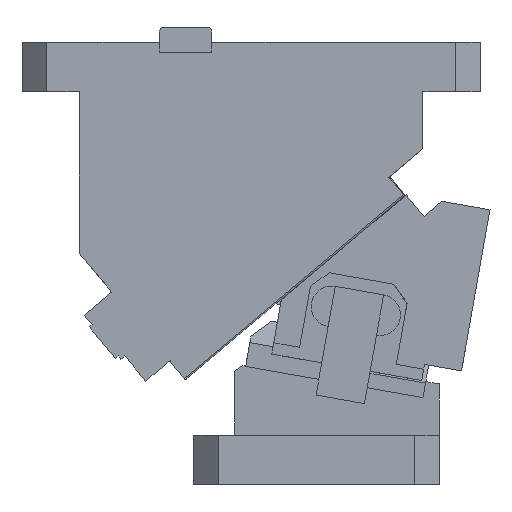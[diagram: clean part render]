
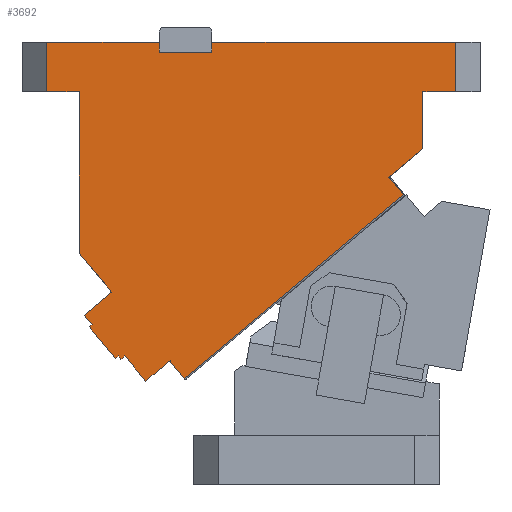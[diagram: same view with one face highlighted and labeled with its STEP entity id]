
A CAD part, front view. The second image highlights one B-rep face of the part: STEP entity #3692.
In plain terms, the highlighted planar face has unit normal (0, -1, 0).
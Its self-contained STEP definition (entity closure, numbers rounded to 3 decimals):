
#339=CARTESIAN_POINT('Vertex',(-62.195,-75.,97.549)) ;
#344=CARTESIAN_POINT('Line Origine',(-64.606,-75.,100.421)) ;
#348=CARTESIAN_POINT('Vertex',(-67.016,-75.,103.294)) ;
#375=CARTESIAN_POINT('Line Origine',(-58.59,-75.,110.365)) ;
#379=CARTESIAN_POINT('Vertex',(-50.163,-75.,117.435)) ;
#476=CARTESIAN_POINT('Line Origine',(-60.082,-75.,129.256)) ;
#480=CARTESIAN_POINT('Vertex',(-70.,-75.,141.076)) ;
#508=CARTESIAN_POINT('Line Origine',(-70.,-75.,190.538)) ;
#512=CARTESIAN_POINT('Vertex',(-70.,-75.,240.)) ;
#539=CARTESIAN_POINT('Line Origine',(-80.,-75.,240.)) ;
#543=CARTESIAN_POINT('Vertex',(-90.,-75.,240.)) ;
#757=CARTESIAN_POINT('Vertex',(-21.,-75.,270.)) ;
#862=CARTESIAN_POINT('Vertex',(-90.,-75.,270.)) ;
#865=CARTESIAN_POINT('Line Origine',(-55.5,-75.,270.)) ;
#963=CARTESIAN_POINT('Line Origine',(85.5,-75.,270.)) ;
#967=CARTESIAN_POINT('Vertex',(160.,-75.,270.)) ;
#969=CARTESIAN_POINT('Vertex',(11.,-75.,270.)) ;
#1200=CARTESIAN_POINT('Vertex',(160.,-75.,240.)) ;
#1203=CARTESIAN_POINT('Line Origine',(150.,-75.,240.)) ;
#1207=CARTESIAN_POINT('Vertex',(140.,-75.,240.)) ;
#1297=CARTESIAN_POINT('Line Origine',(140.,-75.,222.471)) ;
#1301=CARTESIAN_POINT('Vertex',(140.,-75.,204.943)) ;
#1340=CARTESIAN_POINT('Line Origine',(129.535,-75.,196.162)) ;
#1344=CARTESIAN_POINT('Vertex',(119.07,-75.,187.38)) ;
#1500=CARTESIAN_POINT('Vertex',(-29.365,-75.,63.09)) ;
#1519=CARTESIAN_POINT('Vertex',(-14.81,-75.,75.303)) ;
#1522=CARTESIAN_POINT('Line Origine',(-22.088,-75.,69.196)) ;
#1548=CARTESIAN_POINT('Line Origine',(-35.793,-75.,70.75)) ;
#1552=CARTESIAN_POINT('Vertex',(-42.221,-75.,78.411)) ;
#1576=CARTESIAN_POINT('Vertex',(-44.519,-75.,76.482)) ;
#1586=CARTESIAN_POINT('Line Origine',(-43.37,-75.,77.447)) ;
#1609=CARTESIAN_POINT('Vertex',(-46.126,-75.,78.398)) ;
#1617=CARTESIAN_POINT('Line Origine',(-45.322,-75.,77.44)) ;
#1919=CARTESIAN_POINT('Line Origine',(-90.,-75.,255.)) ;
#2223=CARTESIAN_POINT('Line Origine',(160.,-75.,255.)) ;
#2436=CARTESIAN_POINT('Axis2P3D Location',(119.124,-75.,186.382)) ;
#2440=CARTESIAN_POINT('Vertex',(119.89,-75.,187.025)) ;
#2545=CARTESIAN_POINT('Line Origine',(-14.746,-75.,75.226)) ;
#2549=CARTESIAN_POINT('Vertex',(-14.682,-75.,75.15)) ;
#2576=CARTESIAN_POINT('Line Origine',(124.069,-75.,182.045)) ;
#2580=CARTESIAN_POINT('Vertex',(128.247,-75.,177.066)) ;
#2617=CARTESIAN_POINT('Line Origine',(61.218,-75.,120.822)) ;
#2621=CARTESIAN_POINT('Vertex',(-5.811,-75.,64.578)) ;
#2651=CARTESIAN_POINT('Line Origine',(-9.989,-75.,69.558)) ;
#2655=CARTESIAN_POINT('Vertex',(-14.167,-75.,74.537)) ;
#2689=CARTESIAN_POINT('Axis2P3D Location',(-13.401,-75.,75.18)) ;
#2693=CARTESIAN_POINT('Vertex',(-14.375,-75.,75.407)) ;
#2739=CARTESIAN_POINT('Line Origine',(-14.528,-75.,75.278)) ;
#2987=CARTESIAN_POINT('Vertex',(-63.881,-75.,96.135)) ;
#2990=CARTESIAN_POINT('Line Origine',(-63.038,-75.,96.842)) ;
#3023=CARTESIAN_POINT('Line Origine',(-46.968,-75.,77.691)) ;
#3027=CARTESIAN_POINT('Vertex',(-47.811,-75.,76.983)) ;
#3059=CARTESIAN_POINT('Line Origine',(-55.846,-75.,86.559)) ;
#3552=CARTESIAN_POINT('Vertex',(-21.,-75.,264.)) ;
#3555=CARTESIAN_POINT('Line Origine',(-5.,-75.,264.)) ;
#3559=CARTESIAN_POINT('Vertex',(11.,-75.,264.)) ;
#3574=CARTESIAN_POINT('Line Origine',(11.,-75.,267.)) ;
#3588=CARTESIAN_POINT('Line Origine',(-21.,-75.,267.)) ;
#3656=CARTESIAN_POINT('Axis2P3D Location',(0.,-75.,0.)) ;
#345=DIRECTION('Vector Direction',(0.643,0.,-0.766)) ;
#376=DIRECTION('Vector Direction',(-0.766,0.,-0.643)) ;
#477=DIRECTION('Vector Direction',(0.643,0.,-0.766)) ;
#509=DIRECTION('Vector Direction',(0.,0.,1.)) ;
#540=DIRECTION('Vector Direction',(1.,0.,0.)) ;
#866=DIRECTION('Vector Direction',(-1.,0.,0.)) ;
#964=DIRECTION('Vector Direction',(-1.,0.,0.)) ;
#1204=DIRECTION('Vector Direction',(1.,0.,0.)) ;
#1298=DIRECTION('Vector Direction',(0.,0.,-1.)) ;
#1341=DIRECTION('Vector Direction',(0.766,0.,0.643)) ;
#1523=DIRECTION('Vector Direction',(-0.766,0.,-0.643)) ;
#1549=DIRECTION('Vector Direction',(-0.643,0.,0.766)) ;
#1587=DIRECTION('Vector Direction',(-0.766,0.,-0.643)) ;
#1618=DIRECTION('Vector Direction',(0.643,0.,-0.766)) ;
#1920=DIRECTION('Vector Direction',(0.,0.,-1.)) ;
#2224=DIRECTION('Vector Direction',(0.,0.,1.)) ;
#2437=DIRECTION('Axis2P3D Direction',(0.,-1.,0.)) ;
#2546=DIRECTION('Vector Direction',(0.643,0.,-0.766)) ;
#2577=DIRECTION('Vector Direction',(-0.643,0.,0.766)) ;
#2618=DIRECTION('Vector Direction',(0.766,0.,0.643)) ;
#2652=DIRECTION('Vector Direction',(-0.643,0.,0.766)) ;
#2690=DIRECTION('Axis2P3D Direction',(0.,1.,0.)) ;
#2740=DIRECTION('Vector Direction',(0.766,0.,0.643)) ;
#2991=DIRECTION('Vector Direction',(0.766,0.,0.643)) ;
#3024=DIRECTION('Vector Direction',(0.766,0.,0.643)) ;
#3060=DIRECTION('Vector Direction',(0.643,0.,-0.766)) ;
#3556=DIRECTION('Vector Direction',(-1.,0.,0.)) ;
#3575=DIRECTION('Vector Direction',(0.,0.,-1.)) ;
#3589=DIRECTION('Vector Direction',(0.,0.,1.)) ;
#3657=DIRECTION('Axis2P3D Direction',(0.,1.,0.)) ;
#3658=DIRECTION('Axis2P3D XDirection',(0.,0.,1.)) ;
#2438=AXIS2_PLACEMENT_3D('Circle Axis2P3D',#2436,#2437,$) ;
#2691=AXIS2_PLACEMENT_3D('Circle Axis2P3D',#2689,#2690,$) ;
#3659=AXIS2_PLACEMENT_3D('Plane Axis2P3D',#3656,#3657,#3658) ;
#3662=ORIENTED_EDGE('',*,*,#1621,.T.) ;
#3663=ORIENTED_EDGE('',*,*,#1590,.F.) ;
#3664=ORIENTED_EDGE('',*,*,#1554,.F.) ;
#3665=ORIENTED_EDGE('',*,*,#1526,.F.) ;
#3666=ORIENTED_EDGE('',*,*,#2551,.T.) ;
#3667=ORIENTED_EDGE('',*,*,#2743,.T.) ;
#3668=ORIENTED_EDGE('',*,*,#2695,.T.) ;
#3669=ORIENTED_EDGE('',*,*,#2657,.F.) ;
#3670=ORIENTED_EDGE('',*,*,#2623,.T.) ;
#3671=ORIENTED_EDGE('',*,*,#2582,.T.) ;
#3672=ORIENTED_EDGE('',*,*,#2442,.T.) ;
#3673=ORIENTED_EDGE('',*,*,#1346,.T.) ;
#3674=ORIENTED_EDGE('',*,*,#1303,.F.) ;
#3675=ORIENTED_EDGE('',*,*,#1209,.T.) ;
#3676=ORIENTED_EDGE('',*,*,#2227,.T.) ;
#3677=ORIENTED_EDGE('',*,*,#971,.T.) ;
#3678=ORIENTED_EDGE('',*,*,#3578,.T.) ;
#3679=ORIENTED_EDGE('',*,*,#3561,.T.) ;
#3680=ORIENTED_EDGE('',*,*,#3592,.T.) ;
#3681=ORIENTED_EDGE('',*,*,#869,.T.) ;
#3682=ORIENTED_EDGE('',*,*,#1923,.T.) ;
#3683=ORIENTED_EDGE('',*,*,#545,.T.) ;
#3684=ORIENTED_EDGE('',*,*,#514,.F.) ;
#3685=ORIENTED_EDGE('',*,*,#482,.T.) ;
#3686=ORIENTED_EDGE('',*,*,#381,.T.) ;
#3687=ORIENTED_EDGE('',*,*,#350,.T.) ;
#3688=ORIENTED_EDGE('',*,*,#2994,.F.) ;
#3689=ORIENTED_EDGE('',*,*,#3063,.F.) ;
#3690=ORIENTED_EDGE('',*,*,#3029,.T.) ;
#346=VECTOR('Line Direction',#345,1.) ;
#377=VECTOR('Line Direction',#376,1.) ;
#478=VECTOR('Line Direction',#477,1.) ;
#510=VECTOR('Line Direction',#509,1.) ;
#541=VECTOR('Line Direction',#540,1.) ;
#867=VECTOR('Line Direction',#866,1.) ;
#965=VECTOR('Line Direction',#964,1.) ;
#1205=VECTOR('Line Direction',#1204,1.) ;
#1299=VECTOR('Line Direction',#1298,1.) ;
#1342=VECTOR('Line Direction',#1341,1.) ;
#1524=VECTOR('Line Direction',#1523,1.) ;
#1550=VECTOR('Line Direction',#1549,1.) ;
#1588=VECTOR('Line Direction',#1587,1.) ;
#1619=VECTOR('Line Direction',#1618,1.) ;
#1921=VECTOR('Line Direction',#1920,1.) ;
#2225=VECTOR('Line Direction',#2224,1.) ;
#2547=VECTOR('Line Direction',#2546,1.) ;
#2578=VECTOR('Line Direction',#2577,1.) ;
#2619=VECTOR('Line Direction',#2618,1.) ;
#2653=VECTOR('Line Direction',#2652,1.) ;
#2741=VECTOR('Line Direction',#2740,1.) ;
#2992=VECTOR('Line Direction',#2991,1.) ;
#3025=VECTOR('Line Direction',#3024,1.) ;
#3061=VECTOR('Line Direction',#3060,1.) ;
#3557=VECTOR('Line Direction',#3556,1.) ;
#3576=VECTOR('Line Direction',#3575,1.) ;
#3590=VECTOR('Line Direction',#3589,1.) ;
#3692=ADVANCED_FACE('CAM HOLDER',(#3691),#3660,.F.) ;
#2439=CIRCLE('generated circle',#2438,1.) ;
#2692=CIRCLE('generated circle',#2691,1.) ;
#350=EDGE_CURVE('',#349,#340,#347,.T.) ;
#381=EDGE_CURVE('',#380,#349,#378,.T.) ;
#482=EDGE_CURVE('',#481,#380,#479,.T.) ;
#514=EDGE_CURVE('',#481,#513,#511,.T.) ;
#545=EDGE_CURVE('',#544,#513,#542,.T.) ;
#869=EDGE_CURVE('',#758,#863,#868,.T.) ;
#971=EDGE_CURVE('',#968,#970,#966,.T.) ;
#1209=EDGE_CURVE('',#1208,#1201,#1206,.T.) ;
#1303=EDGE_CURVE('',#1208,#1302,#1300,.T.) ;
#1346=EDGE_CURVE('',#1345,#1302,#1343,.T.) ;
#1526=EDGE_CURVE('',#1520,#1501,#1525,.T.) ;
#1554=EDGE_CURVE('',#1501,#1553,#1551,.T.) ;
#1590=EDGE_CURVE('',#1553,#1577,#1589,.T.) ;
#1621=EDGE_CURVE('',#1610,#1577,#1620,.T.) ;
#1923=EDGE_CURVE('',#863,#544,#1922,.T.) ;
#2227=EDGE_CURVE('',#1201,#968,#2226,.T.) ;
#2442=EDGE_CURVE('',#2441,#1345,#2439,.T.) ;
#2551=EDGE_CURVE('',#1520,#2550,#2548,.T.) ;
#2582=EDGE_CURVE('',#2581,#2441,#2579,.T.) ;
#2623=EDGE_CURVE('',#2622,#2581,#2620,.T.) ;
#2657=EDGE_CURVE('',#2622,#2656,#2654,.T.) ;
#2695=EDGE_CURVE('',#2694,#2656,#2692,.F.) ;
#2743=EDGE_CURVE('',#2550,#2694,#2742,.T.) ;
#2994=EDGE_CURVE('',#2988,#340,#2993,.T.) ;
#3029=EDGE_CURVE('',#3028,#1610,#3026,.T.) ;
#3063=EDGE_CURVE('',#3028,#2988,#3062,.F.) ;
#3561=EDGE_CURVE('',#3560,#3553,#3558,.T.) ;
#3578=EDGE_CURVE('',#970,#3560,#3577,.T.) ;
#3592=EDGE_CURVE('',#3553,#758,#3591,.T.) ;
#3661=EDGE_LOOP('',(#3662,#3663,#3664,#3665,#3666,#3667,#3668,#3669,#3670,#3671,#3672,#3673,#3674,#3675,#3676,#3677,#3678,#3679,#3680,#3681,#3682,#3683,#3684,#3685,#3686,#3687,#3688,#3689,#3690)) ;
#3691=FACE_OUTER_BOUND('',#3661,.T.) ;
#347=LINE('Line',#344,#346) ;
#378=LINE('Line',#375,#377) ;
#479=LINE('Line',#476,#478) ;
#511=LINE('Line',#508,#510) ;
#542=LINE('Line',#539,#541) ;
#868=LINE('Line',#865,#867) ;
#966=LINE('Line',#963,#965) ;
#1206=LINE('Line',#1203,#1205) ;
#1300=LINE('Line',#1297,#1299) ;
#1343=LINE('Line',#1340,#1342) ;
#1525=LINE('Line',#1522,#1524) ;
#1551=LINE('Line',#1548,#1550) ;
#1589=LINE('Line',#1586,#1588) ;
#1620=LINE('Line',#1617,#1619) ;
#1922=LINE('Line',#1919,#1921) ;
#2226=LINE('Line',#2223,#2225) ;
#2548=LINE('Line',#2545,#2547) ;
#2579=LINE('Line',#2576,#2578) ;
#2620=LINE('Line',#2617,#2619) ;
#2654=LINE('Line',#2651,#2653) ;
#2742=LINE('Line',#2739,#2741) ;
#2993=LINE('Line',#2990,#2992) ;
#3026=LINE('Line',#3023,#3025) ;
#3062=LINE('Line',#3059,#3061) ;
#3558=LINE('Line',#3555,#3557) ;
#3577=LINE('Line',#3574,#3576) ;
#3591=LINE('Line',#3588,#3590) ;
#3660=PLANE('Plane',#3659) ;
#340=VERTEX_POINT('',#339) ;
#349=VERTEX_POINT('',#348) ;
#380=VERTEX_POINT('',#379) ;
#481=VERTEX_POINT('',#480) ;
#513=VERTEX_POINT('',#512) ;
#544=VERTEX_POINT('',#543) ;
#758=VERTEX_POINT('',#757) ;
#863=VERTEX_POINT('',#862) ;
#968=VERTEX_POINT('',#967) ;
#970=VERTEX_POINT('',#969) ;
#1201=VERTEX_POINT('',#1200) ;
#1208=VERTEX_POINT('',#1207) ;
#1302=VERTEX_POINT('',#1301) ;
#1345=VERTEX_POINT('',#1344) ;
#1501=VERTEX_POINT('',#1500) ;
#1520=VERTEX_POINT('',#1519) ;
#1553=VERTEX_POINT('',#1552) ;
#1577=VERTEX_POINT('',#1576) ;
#1610=VERTEX_POINT('',#1609) ;
#2441=VERTEX_POINT('',#2440) ;
#2550=VERTEX_POINT('',#2549) ;
#2581=VERTEX_POINT('',#2580) ;
#2622=VERTEX_POINT('',#2621) ;
#2656=VERTEX_POINT('',#2655) ;
#2694=VERTEX_POINT('',#2693) ;
#2988=VERTEX_POINT('',#2987) ;
#3028=VERTEX_POINT('',#3027) ;
#3553=VERTEX_POINT('',#3552) ;
#3560=VERTEX_POINT('',#3559) ;
